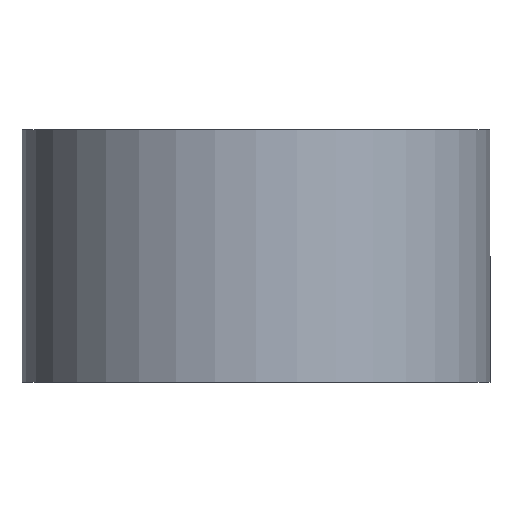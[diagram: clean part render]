
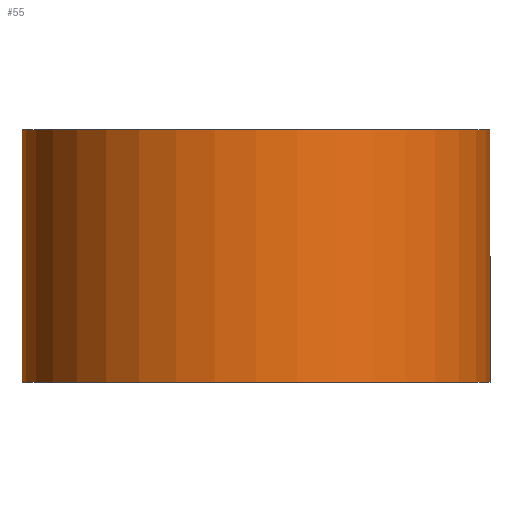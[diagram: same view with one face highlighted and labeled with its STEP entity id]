
A CAD part, front view. The second image highlights one B-rep face of the part: STEP entity #55.
In plain terms, the highlighted cylindrical face has radius 9.25 mm (diameter 18.5 mm), a partial arc.
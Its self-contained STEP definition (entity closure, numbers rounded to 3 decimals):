
#7 = EDGE_CURVE ( 'NONE', #21, #114, #203, .T. ) ;
#21 = VERTEX_POINT ( 'NONE', #279 ) ;
#22 = VERTEX_POINT ( 'NONE', #278 ) ;
#24 = EDGE_CURVE ( 'NONE', #22, #25, #277, .T. ) ;
#25 = VERTEX_POINT ( 'NONE', #273 ) ;
#51 = EDGE_CURVE ( 'NONE', #25, #114, #303, .T. ) ;
#55 = ADVANCED_FACE ( 'NONE', ( #293 ), #292, .T. ) ;
#57 = EDGE_CURVE ( 'NONE', #22, #21, #200, .T. ) ;
#75 = EDGE_LOOP ( 'NONE', ( #76, #77, #78, #79 ) ) ;
#76 = ORIENTED_EDGE ( 'NONE', *, *, #24, .F. ) ;
#77 = ORIENTED_EDGE ( 'NONE', *, *, #57, .T. ) ;
#78 = ORIENTED_EDGE ( 'NONE', *, *, #7, .T. ) ;
#79 = ORIENTED_EDGE ( 'NONE', *, *, #51, .F. ) ;
#114 = VERTEX_POINT ( 'NONE', #249 ) ;
#171 = DIRECTION ( 'NONE',  ( 0., 0., 1. ) ) ;
#172 = VECTOR ( 'NONE', #171, 1000. ) ;
#173 = CARTESIAN_POINT ( 'NONE',  ( 9.25, 0., 0. ) ) ;
#196 = DIRECTION ( 'NONE',  ( 1., 0., 0. ) ) ;
#197 = DIRECTION ( 'NONE',  ( 0., 0., 1. ) ) ;
#198 = CARTESIAN_POINT ( 'NONE',  ( 0., 0., -10. ) ) ;
#199 = AXIS2_PLACEMENT_3D ( 'NONE', #198, #197, #196 ) ;
#200 = CIRCLE ( 'NONE', #199, 9.25 ) ;
#201 = DIRECTION ( 'NONE',  ( 1., 0., 0. ) ) ;
#203 = LINE ( 'NONE', #173, #172 ) ;
#249 = CARTESIAN_POINT ( 'NONE',  ( 9.25, 0., 0. ) ) ;
#273 = CARTESIAN_POINT ( 'NONE',  ( -9.25, 0., 0. ) ) ;
#274 = DIRECTION ( 'NONE',  ( 0., 0., 1. ) ) ;
#275 = VECTOR ( 'NONE', #274, 1000. ) ;
#276 = CARTESIAN_POINT ( 'NONE',  ( -9.25, 0., 0. ) ) ;
#277 = LINE ( 'NONE', #276, #275 ) ;
#278 = CARTESIAN_POINT ( 'NONE',  ( -9.25, 0., -10. ) ) ;
#279 = CARTESIAN_POINT ( 'NONE',  ( 9.25, 0., -10. ) ) ;
#289 = DIRECTION ( 'NONE',  ( 0., 0., 1. ) ) ;
#290 = CARTESIAN_POINT ( 'NONE',  ( 0., 0., 0. ) ) ;
#291 = AXIS2_PLACEMENT_3D ( 'NONE', #290, #289, #201 ) ;
#292 = CYLINDRICAL_SURFACE ( 'NONE', #291, 9.25 ) ;
#293 = FACE_OUTER_BOUND ( 'NONE', #75, .T. ) ;
#299 = DIRECTION ( 'NONE',  ( 1., 0., 0. ) ) ;
#300 = DIRECTION ( 'NONE',  ( 0., 0., 1. ) ) ;
#301 = CARTESIAN_POINT ( 'NONE',  ( 0., 0., 0. ) ) ;
#302 = AXIS2_PLACEMENT_3D ( 'NONE', #301, #300, #299 ) ;
#303 = CIRCLE ( 'NONE', #302, 9.25 ) ;
